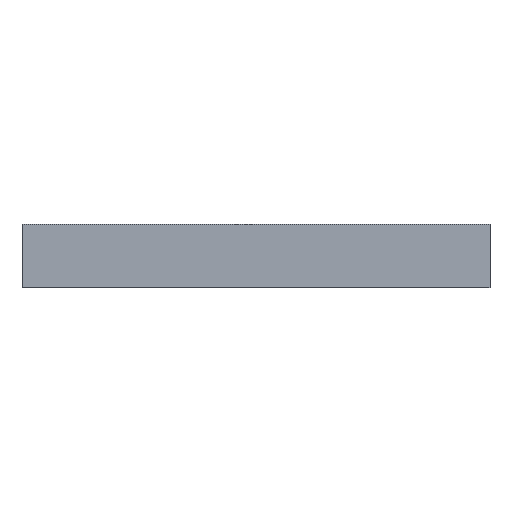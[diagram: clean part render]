
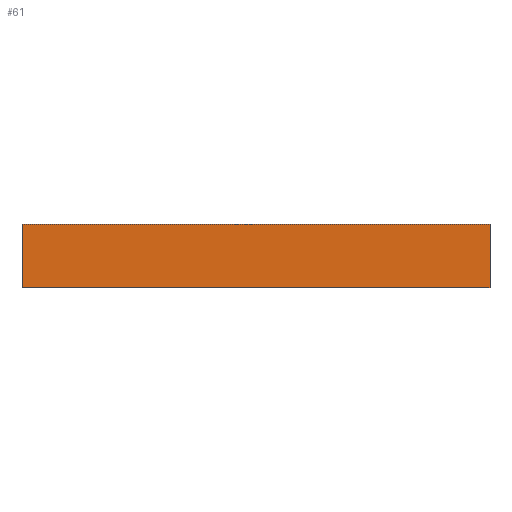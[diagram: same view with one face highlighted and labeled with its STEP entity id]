
A CAD part, top view. The second image highlights one B-rep face of the part: STEP entity #61.
In plain terms, the highlighted planar face has unit normal (0, 0, 1).
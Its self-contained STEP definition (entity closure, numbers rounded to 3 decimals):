
#13 = CARTESIAN_POINT ( 'NONE',  ( 37., 5., 0.1 ) ) ;
#16 = EDGE_CURVE ( 'NONE', #18, #117, #71, .T. ) ;
#18 = VERTEX_POINT ( 'NONE', #138 ) ;
#23 = VECTOR ( 'NONE', #134, 1000. ) ;
#29 = EDGE_CURVE ( 'NONE', #155, #156, #59, .T. ) ;
#38 = FACE_OUTER_BOUND ( 'NONE', #184, .T. ) ;
#49 = DIRECTION ( 'NONE',  ( -1., 0., 0. ) ) ;
#51 = VECTOR ( 'NONE', #68, 1000. ) ;
#55 = ORIENTED_EDGE ( 'NONE', *, *, #88, .T. ) ;
#56 = ORIENTED_EDGE ( 'NONE', *, *, #29, .T. ) ;
#59 = LINE ( 'NONE', #72, #51 ) ;
#61 = ADVANCED_FACE ( 'NONE', ( #38 ), #192, .T. ) ;
#68 = DIRECTION ( 'NONE',  ( 0., -1., 0. ) ) ;
#70 = ORIENTED_EDGE ( 'NONE', *, *, #16, .T. ) ;
#71 = LINE ( 'NONE', #74, #23 ) ;
#72 = CARTESIAN_POINT ( 'NONE',  ( -37., -5., 0.1 ) ) ;
#74 = CARTESIAN_POINT ( 'NONE',  ( 37., -5., 0.1 ) ) ;
#80 = DIRECTION ( 'NONE',  ( 0., 0., 1. ) ) ;
#86 = CARTESIAN_POINT ( 'NONE',  ( -37., -5., 0.1 ) ) ;
#88 = EDGE_CURVE ( 'NONE', #156, #18, #108, .T. ) ;
#100 = ORIENTED_EDGE ( 'NONE', *, *, #189, .T. ) ;
#107 = CARTESIAN_POINT ( 'NONE',  ( 0., 0., 0.1 ) ) ;
#108 = LINE ( 'NONE', #124, #168 ) ;
#117 = VERTEX_POINT ( 'NONE', #13 ) ;
#124 = CARTESIAN_POINT ( 'NONE',  ( 37., -5., 0.1 ) ) ;
#126 = CARTESIAN_POINT ( 'NONE',  ( -37., 5., 0.1 ) ) ;
#131 = AXIS2_PLACEMENT_3D ( 'NONE', #107, #80, #167 ) ;
#134 = DIRECTION ( 'NONE',  ( 0., 1., 0. ) ) ;
#138 = CARTESIAN_POINT ( 'NONE',  ( 37., -5., 0.1 ) ) ;
#145 = CARTESIAN_POINT ( 'NONE',  ( 37., 5., 0.1 ) ) ;
#155 = VERTEX_POINT ( 'NONE', #126 ) ;
#156 = VERTEX_POINT ( 'NONE', #86 ) ;
#158 = DIRECTION ( 'NONE',  ( 1., 0., 0. ) ) ;
#164 = LINE ( 'NONE', #145, #169 ) ;
#167 = DIRECTION ( 'NONE',  ( 1., 0., 0. ) ) ;
#168 = VECTOR ( 'NONE', #158, 1000. ) ;
#169 = VECTOR ( 'NONE', #49, 1000. ) ;
#184 = EDGE_LOOP ( 'NONE', ( #56, #55, #70, #100 ) ) ;
#189 = EDGE_CURVE ( 'NONE', #117, #155, #164, .T. ) ;
#192 = PLANE ( 'NONE',  #131 ) ;
